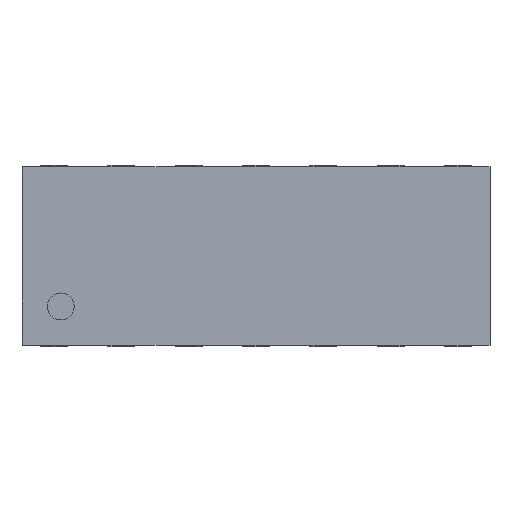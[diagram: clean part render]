
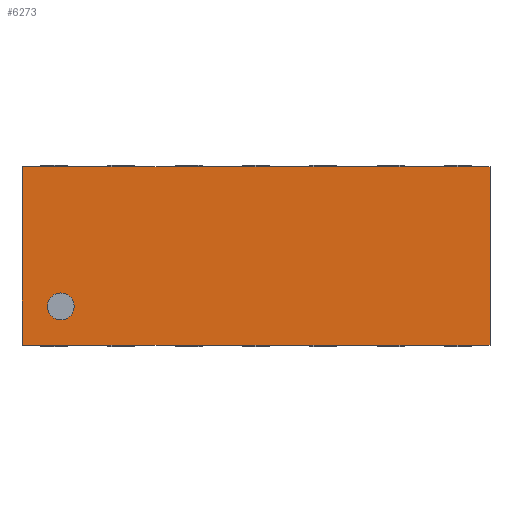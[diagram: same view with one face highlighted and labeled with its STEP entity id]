
A CAD part, top view. The second image highlights one B-rep face of the part: STEP entity #6273.
In plain terms, the highlighted planar face has unit normal (0, 0, 1).
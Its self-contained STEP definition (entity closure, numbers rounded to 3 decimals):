
#128 = PLANE('',#129);
#129 = AXIS2_PLACEMENT_3D('',#130,#131,#132);
#130 = CARTESIAN_POINT('',(-1.738,0.663,0.025));
#131 = DIRECTION('',(0.,1.,0.));
#132 = DIRECTION('',(0.,0.,1.));
#365 = PLANE('',#366);
#366 = AXIS2_PLACEMENT_3D('',#367,#368,#369);
#367 = CARTESIAN_POINT('',(-1.738,-0.663,0.025));
#368 = DIRECTION('',(1.,0.,0.));
#369 = DIRECTION('',(0.,0.,1.));
#393 = PLANE('',#394);
#394 = AXIS2_PLACEMENT_3D('',#395,#396,#397);
#395 = CARTESIAN_POINT('',(-1.738,-0.663,0.025));
#396 = DIRECTION('',(0.,1.,0.));
#397 = DIRECTION('',(0.,0.,1.));
#1191 = PLANE('',#1192);
#1192 = AXIS2_PLACEMENT_3D('',#1193,#1194,#1195);
#1193 = CARTESIAN_POINT('',(1.738,-0.663,0.025));
#1194 = DIRECTION('',(1.,0.,0.));
#1195 = DIRECTION('',(0.,0.,1.));
#1913 = VERTEX_POINT('',#1914);
#1914 = CARTESIAN_POINT('',(-1.738,0.663,0.525));
#1935 = EDGE_CURVE('',#1913,#1936,#1938,.T.);
#1936 = VERTEX_POINT('',#1937);
#1937 = CARTESIAN_POINT('',(1.738,0.663,0.525));
#1938 = SURFACE_CURVE('',#1939,(#1943,#1950),.PCURVE_S1.);
#1939 = LINE('',#1940,#1941);
#1940 = CARTESIAN_POINT('',(-1.738,0.663,0.525));
#1941 = VECTOR('',#1942,1.);
#1942 = DIRECTION('',(1.,0.,0.));
#1943 = PCURVE('',#128,#1944);
#1944 = DEFINITIONAL_REPRESENTATION('',(#1945),#1949);
#1945 = LINE('',#1946,#1947);
#1946 = CARTESIAN_POINT('',(0.5,0.));
#1947 = VECTOR('',#1948,1.);
#1948 = DIRECTION('',(0.,1.));
#1949 = ( GEOMETRIC_REPRESENTATION_CONTEXT(2)
PARAMETRIC_REPRESENTATION_CONTEXT() REPRESENTATION_CONTEXT('2D SPACE',''
) );
#1950 = PCURVE('',#1951,#1956);
#1951 = PLANE('',#1952);
#1952 = AXIS2_PLACEMENT_3D('',#1953,#1954,#1955);
#1953 = CARTESIAN_POINT('',(-1.738,-0.663,0.525));
#1954 = DIRECTION('',(0.,0.,1.));
#1955 = DIRECTION('',(1.,0.,0.));
#1956 = DEFINITIONAL_REPRESENTATION('',(#1957),#1961);
#1957 = LINE('',#1958,#1959);
#1958 = CARTESIAN_POINT('',(0.,1.325));
#1959 = VECTOR('',#1960,1.);
#1960 = DIRECTION('',(1.,0.));
#1961 = ( GEOMETRIC_REPRESENTATION_CONTEXT(2)
PARAMETRIC_REPRESENTATION_CONTEXT() REPRESENTATION_CONTEXT('2D SPACE',''
) );
#3905 = VERTEX_POINT('',#3906);
#3906 = CARTESIAN_POINT('',(1.738,-0.663,0.525));
#3929 = EDGE_CURVE('',#3905,#1936,#3930,.T.);
#3930 = SURFACE_CURVE('',#3931,(#3935,#3942),.PCURVE_S1.);
#3931 = LINE('',#3932,#3933);
#3932 = CARTESIAN_POINT('',(1.738,-0.663,0.525));
#3933 = VECTOR('',#3934,1.);
#3934 = DIRECTION('',(0.,1.,0.));
#3935 = PCURVE('',#1191,#3936);
#3936 = DEFINITIONAL_REPRESENTATION('',(#3937),#3941);
#3937 = LINE('',#3938,#3939);
#3938 = CARTESIAN_POINT('',(0.5,0.));
#3939 = VECTOR('',#3940,1.);
#3940 = DIRECTION('',(0.,-1.));
#3941 = ( GEOMETRIC_REPRESENTATION_CONTEXT(2)
PARAMETRIC_REPRESENTATION_CONTEXT() REPRESENTATION_CONTEXT('2D SPACE',''
) );
#3942 = PCURVE('',#1951,#3943);
#3943 = DEFINITIONAL_REPRESENTATION('',(#3944),#3948);
#3944 = LINE('',#3945,#3946);
#3945 = CARTESIAN_POINT('',(3.475,0.));
#3946 = VECTOR('',#3947,1.);
#3947 = DIRECTION('',(0.,1.));
#3948 = ( GEOMETRIC_REPRESENTATION_CONTEXT(2)
PARAMETRIC_REPRESENTATION_CONTEXT() REPRESENTATION_CONTEXT('2D SPACE',''
) );
#3955 = VERTEX_POINT('',#3956);
#3956 = CARTESIAN_POINT('',(-1.738,-0.663,0.525));
#3977 = EDGE_CURVE('',#3955,#3905,#3978,.T.);
#3978 = SURFACE_CURVE('',#3979,(#3983,#3990),.PCURVE_S1.);
#3979 = LINE('',#3980,#3981);
#3980 = CARTESIAN_POINT('',(-1.738,-0.663,0.525));
#3981 = VECTOR('',#3982,1.);
#3982 = DIRECTION('',(1.,0.,0.));
#3983 = PCURVE('',#393,#3984);
#3984 = DEFINITIONAL_REPRESENTATION('',(#3985),#3989);
#3985 = LINE('',#3986,#3987);
#3986 = CARTESIAN_POINT('',(0.5,0.));
#3987 = VECTOR('',#3988,1.);
#3988 = DIRECTION('',(0.,1.));
#3989 = ( GEOMETRIC_REPRESENTATION_CONTEXT(2)
PARAMETRIC_REPRESENTATION_CONTEXT() REPRESENTATION_CONTEXT('2D SPACE',''
) );
#3990 = PCURVE('',#1951,#3991);
#3991 = DEFINITIONAL_REPRESENTATION('',(#3992),#3996);
#3992 = LINE('',#3993,#3994);
#3993 = CARTESIAN_POINT('',(0.,0.));
#3994 = VECTOR('',#3995,1.);
#3995 = DIRECTION('',(1.,0.));
#3996 = ( GEOMETRIC_REPRESENTATION_CONTEXT(2)
PARAMETRIC_REPRESENTATION_CONTEXT() REPRESENTATION_CONTEXT('2D SPACE',''
) );
#6091 = EDGE_CURVE('',#3955,#1913,#6092,.T.);
#6092 = SURFACE_CURVE('',#6093,(#6097,#6104),.PCURVE_S1.);
#6093 = LINE('',#6094,#6095);
#6094 = CARTESIAN_POINT('',(-1.738,-0.663,0.525));
#6095 = VECTOR('',#6096,1.);
#6096 = DIRECTION('',(0.,1.,0.));
#6097 = PCURVE('',#365,#6098);
#6098 = DEFINITIONAL_REPRESENTATION('',(#6099),#6103);
#6099 = LINE('',#6100,#6101);
#6100 = CARTESIAN_POINT('',(0.5,0.));
#6101 = VECTOR('',#6102,1.);
#6102 = DIRECTION('',(0.,-1.));
#6103 = ( GEOMETRIC_REPRESENTATION_CONTEXT(2)
PARAMETRIC_REPRESENTATION_CONTEXT() REPRESENTATION_CONTEXT('2D SPACE',''
) );
#6104 = PCURVE('',#1951,#6105);
#6105 = DEFINITIONAL_REPRESENTATION('',(#6106),#6110);
#6106 = LINE('',#6107,#6108);
#6107 = CARTESIAN_POINT('',(0.,0.));
#6108 = VECTOR('',#6109,1.);
#6109 = DIRECTION('',(0.,1.));
#6110 = ( GEOMETRIC_REPRESENTATION_CONTEXT(2)
PARAMETRIC_REPRESENTATION_CONTEXT() REPRESENTATION_CONTEXT('2D SPACE',''
) );
#6273 = ADVANCED_FACE('',(#6274,#6280),#1951,.T.);
#6274 = FACE_BOUND('',#6275,.T.);
#6275 = EDGE_LOOP('',(#6276,#6277,#6278,#6279));
#6276 = ORIENTED_EDGE('',*,*,#6091,.F.);
#6277 = ORIENTED_EDGE('',*,*,#3977,.T.);
#6278 = ORIENTED_EDGE('',*,*,#3929,.T.);
#6279 = ORIENTED_EDGE('',*,*,#1935,.F.);
#6280 = FACE_BOUND('',#6281,.T.);
#6281 = EDGE_LOOP('',(#6282));
#6282 = ORIENTED_EDGE('',*,*,#6283,.T.);
#6283 = EDGE_CURVE('',#6284,#6284,#6286,.T.);
#6284 = VERTEX_POINT('',#6285);
#6285 = CARTESIAN_POINT('',(-1.35,-0.375,0.525));
#6286 = SURFACE_CURVE('',#6287,(#6292,#6303),.PCURVE_S1.);
#6287 = CIRCLE('',#6288,0.1);
#6288 = AXIS2_PLACEMENT_3D('',#6289,#6290,#6291);
#6289 = CARTESIAN_POINT('',(-1.45,-0.375,0.525));
#6290 = DIRECTION('',(0.,0.,-1.));
#6291 = DIRECTION('',(1.,0.,0.));
#6292 = PCURVE('',#1951,#6293);
#6293 = DEFINITIONAL_REPRESENTATION('',(#6294),#6302);
#6294 = ( BOUNDED_CURVE() B_SPLINE_CURVE(2,(#6295,#6296,#6297,#6298,
#6299,#6300,#6301),.UNSPECIFIED.,.T.,.F.) B_SPLINE_CURVE_WITH_KNOTS((1,2
,2,2,2,1),(-2.094,0.,2.094,4.189,
6.283,8.378),.UNSPECIFIED.) CURVE()
GEOMETRIC_REPRESENTATION_ITEM() RATIONAL_B_SPLINE_CURVE((1.,0.5,1.,0.5,
1.,0.5,1.)) REPRESENTATION_ITEM('') );
#6295 = CARTESIAN_POINT('',(0.388,0.288));
#6296 = CARTESIAN_POINT('',(0.388,0.114));
#6297 = CARTESIAN_POINT('',(0.238,0.201));
#6298 = CARTESIAN_POINT('',(0.088,0.288));
#6299 = CARTESIAN_POINT('',(0.238,0.374));
#6300 = CARTESIAN_POINT('',(0.388,0.461));
#6301 = CARTESIAN_POINT('',(0.388,0.288));
#6302 = ( GEOMETRIC_REPRESENTATION_CONTEXT(2)
PARAMETRIC_REPRESENTATION_CONTEXT() REPRESENTATION_CONTEXT('2D SPACE',''
) );
#6303 = PCURVE('',#6304,#6309);
#6304 = CYLINDRICAL_SURFACE('',#6305,0.1);
#6305 = AXIS2_PLACEMENT_3D('',#6306,#6307,#6308);
#6306 = CARTESIAN_POINT('',(-1.45,-0.375,0.535));
#6307 = DIRECTION('',(-0.,-0.,-1.));
#6308 = DIRECTION('',(1.,0.,0.));
#6309 = DEFINITIONAL_REPRESENTATION('',(#6310),#6314);
#6310 = LINE('',#6311,#6312);
#6311 = CARTESIAN_POINT('',(-6.283,0.01));
#6312 = VECTOR('',#6313,1.);
#6313 = DIRECTION('',(1.,-0.));
#6314 = ( GEOMETRIC_REPRESENTATION_CONTEXT(2)
PARAMETRIC_REPRESENTATION_CONTEXT() REPRESENTATION_CONTEXT('2D SPACE',''
) );
